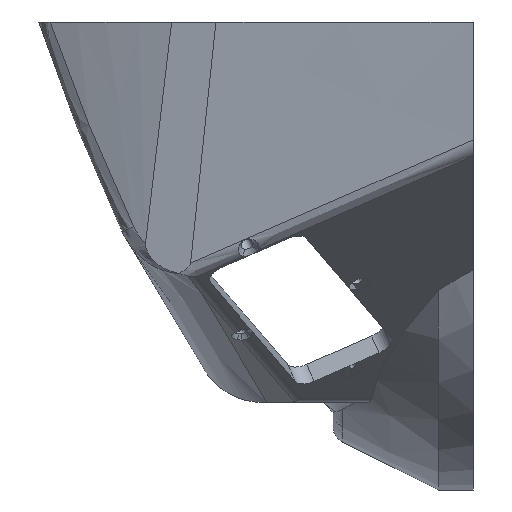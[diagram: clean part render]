
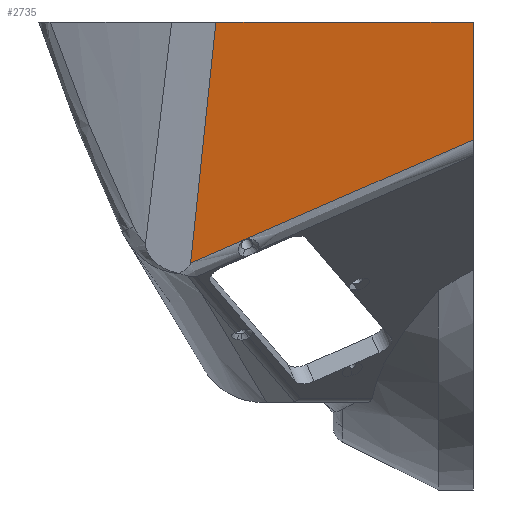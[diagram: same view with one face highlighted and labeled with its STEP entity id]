
A CAD part, left-side view. The second image highlights one B-rep face of the part: STEP entity #2735.
In plain terms, the highlighted free-form (B-spline) face has degree [3, 3] with [4, 4] control points.
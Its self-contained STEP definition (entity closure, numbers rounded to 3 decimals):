
#74=B_SPLINE_SURFACE_WITH_KNOTS('',3,3,((#4623,#4624,#4625,#4626),(#4627,
#4628,#4629,#4630),(#4631,#4632,#4633,#4634),(#4635,#4636,#4637,#4638)),
 .UNSPECIFIED.,.F.,.F.,.F.,(4,4),(4,4),(0.,0.67),
(0.01,0.223),.UNSPECIFIED.);
#178=FACE_OUTER_BOUND('',#344,.T.);
#344=EDGE_LOOP('',(#1932,#1933,#1934,#1935));
#589=B_SPLINE_CURVE_WITH_KNOTS('',3,(#3728,#3729,#3730,#3731,#3732,#3733),
 .UNSPECIFIED.,.F.,.F.,(4,2,4),(-7.396,-3.713,0.),
 .UNSPECIFIED.);
#632=B_SPLINE_CURVE_WITH_KNOTS('',3,(#4640,#4641,#4642,#4643),
 .UNSPECIFIED.,.F.,.F.,(4,4),(14.518,17.937),
 .UNSPECIFIED.);
#633=B_SPLINE_CURVE_WITH_KNOTS('',3,(#4646,#4647,#4648,#4649),
 .UNSPECIFIED.,.F.,.F.,(4,4),(-8.803,0.),
 .UNSPECIFIED.);
#810=LINE('',#4645,#957);
#957=VECTOR('',#3190,328.747);
#1079=VERTEX_POINT('',#3720);
#1080=VERTEX_POINT('',#3727);
#1151=VERTEX_POINT('',#4639);
#1152=VERTEX_POINT('',#4644);
#1368=EDGE_CURVE('',#1080,#1079,#589,.T.);
#1460=EDGE_CURVE('',#1151,#1080,#632,.F.);
#1461=EDGE_CURVE('',#1152,#1079,#810,.T.);
#1462=EDGE_CURVE('',#1151,#1152,#633,.T.);
#1932=ORIENTED_EDGE('',*,*,#1460,.T.);
#1933=ORIENTED_EDGE('',*,*,#1368,.T.);
#1934=ORIENTED_EDGE('',*,*,#1461,.F.);
#1935=ORIENTED_EDGE('',*,*,#1462,.F.);
#2735=ADVANCED_FACE('',(#178),#74,.T.);
#3190=DIRECTION('',(-0.152,-0.103,0.983));
#3720=CARTESIAN_POINT('',(-161.154,48.209,-361.415));
#3727=CARTESIAN_POINT('',(-156.394,-25.255,-361.415));
#3728=CARTESIAN_POINT('Ctrl Pts',(-156.394,-25.255,-361.415));
#3729=CARTESIAN_POINT('Ctrl Pts',(-157.313,-12.973,-361.415));
#3730=CARTESIAN_POINT('Ctrl Pts',(-158.173,-0.947,
-361.415));
#3731=CARTESIAN_POINT('Ctrl Pts',(-159.787,23.697,-361.415));
#3732=CARTESIAN_POINT('Ctrl Pts',(-160.509,35.85,-361.415));
#3733=CARTESIAN_POINT('Ctrl Pts',(-161.154,48.209,-361.415));
#4623=CARTESIAN_POINT('Ctrl Pts',(-150.503,55.428,-430.252));
#4624=CARTESIAN_POINT('Ctrl Pts',(-154.053,53.021,-407.307));
#4625=CARTESIAN_POINT('Ctrl Pts',(-157.604,50.615,-384.361));
#4626=CARTESIAN_POINT('Ctrl Pts',(-161.154,48.209,-361.415));
#4627=CARTESIAN_POINT('Ctrl Pts',(-150.503,28.537,-418.623));
#4628=CARTESIAN_POINT('Ctrl Pts',(-154.053,26.625,-396.798));
#4629=CARTESIAN_POINT('Ctrl Pts',(-157.604,24.713,-374.967));
#4630=CARTESIAN_POINT('Ctrl Pts',(-161.154,22.801,-353.142));
#4631=CARTESIAN_POINT('Ctrl Pts',(-150.503,1.635,-406.938));
#4632=CARTESIAN_POINT('Ctrl Pts',(-154.053,0.141,-385.836));
#4633=CARTESIAN_POINT('Ctrl Pts',(-157.604,-1.352,-364.728));
#4634=CARTESIAN_POINT('Ctrl Pts',(-161.154,-2.846,-343.625));
#4635=CARTESIAN_POINT('Ctrl Pts',(-150.503,-25.247,-395.199));
#4636=CARTESIAN_POINT('Ctrl Pts',(-154.053,-26.188,-374.439));
#4637=CARTESIAN_POINT('Ctrl Pts',(-157.604,-27.128,-353.678));
#4638=CARTESIAN_POINT('Ctrl Pts',(-161.154,-28.068,-332.917));
#4639=CARTESIAN_POINT('',(-150.53,-25.255,-395.038));
#4640=CARTESIAN_POINT('Ctrl Pts',(-156.394,-25.255,-361.415));
#4641=CARTESIAN_POINT('Ctrl Pts',(-154.425,-25.255,-372.713));
#4642=CARTESIAN_POINT('Ctrl Pts',(-152.463,-25.255,-383.959));
#4643=CARTESIAN_POINT('Ctrl Pts',(-150.53,-25.255,-395.038));
#4644=CARTESIAN_POINT('',(-150.503,55.428,-430.252));
#4645=CARTESIAN_POINT('',(-150.,55.769,-433.502));
#4646=CARTESIAN_POINT('Ctrl Pts',(-150.53,-25.255,-395.038));
#4647=CARTESIAN_POINT('Ctrl Pts',(-150.529,1.634,-406.789));
#4648=CARTESIAN_POINT('Ctrl Pts',(-150.518,28.53,-418.525));
#4649=CARTESIAN_POINT('Ctrl Pts',(-150.503,55.428,-430.252));
